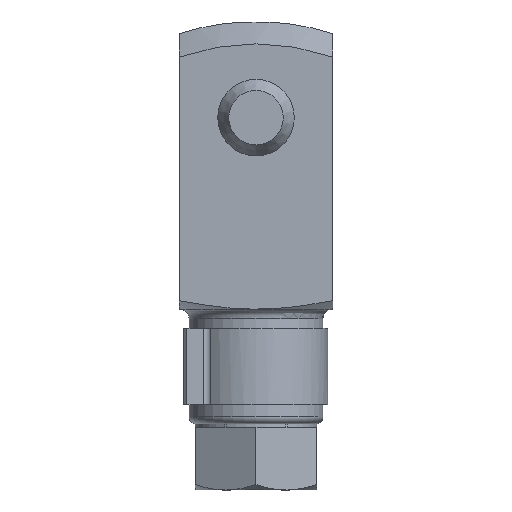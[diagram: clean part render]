
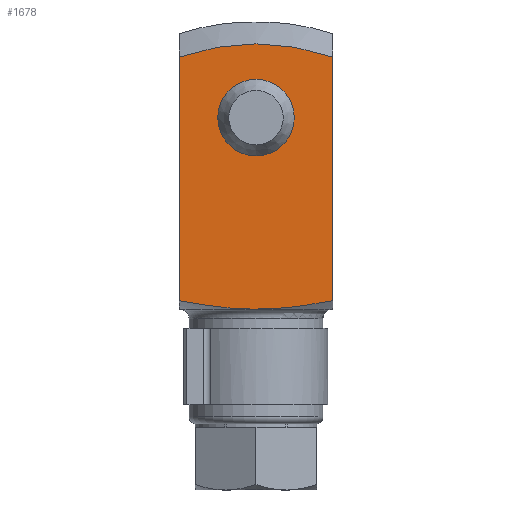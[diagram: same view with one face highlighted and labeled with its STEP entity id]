
A CAD part, left-side view. The second image highlights one B-rep face of the part: STEP entity #1678.
In plain terms, the highlighted face is planar.
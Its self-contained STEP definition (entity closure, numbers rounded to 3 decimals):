
#86=B_SPLINE_CURVE_WITH_KNOTS('',3,(#2548,#2549,#2550,#2551,#2552,#2553,
#2554),.UNSPECIFIED.,.F.,.F.,(4,1,1,1,4),(0.017,0.021,
0.025,0.029,0.033),.UNSPECIFIED.);
#121=LINE('',#2546,#260);
#122=LINE('',#2556,#261);
#260=VECTOR('',#2033,1000.);
#261=VECTOR('',#2034,1000.);
#408=ORIENTED_EDGE('',*,*,#898,.T.);
#409=ORIENTED_EDGE('',*,*,#899,.F.);
#410=ORIENTED_EDGE('',*,*,#900,.F.);
#411=ORIENTED_EDGE('',*,*,#901,.T.);
#412=ORIENTED_EDGE('',*,*,#902,.F.);
#898=EDGE_CURVE('',#1143,#1143,#1299,.F.);
#899=EDGE_CURVE('',#1144,#1145,#1300,.F.);
#900=EDGE_CURVE('',#1146,#1144,#121,.T.);
#901=EDGE_CURVE('',#1146,#1147,#86,.T.);
#902=EDGE_CURVE('',#1145,#1147,#122,.T.);
#1143=VERTEX_POINT('',#2542);
#1144=VERTEX_POINT('',#2544);
#1145=VERTEX_POINT('',#2545);
#1146=VERTEX_POINT('',#2547);
#1147=VERTEX_POINT('',#2555);
#1299=CIRCLE('',#1826,4.);
#1300=CIRCLE('',#1827,23.715);
#1374=EDGE_LOOP('',(#408));
#1375=EDGE_LOOP('',(#409,#410,#411,#412));
#1500=FACE_BOUND('',#1374,.T.);
#1501=FACE_BOUND('',#1375,.T.);
#1623=PLANE('',#1825);
#1678=ADVANCED_FACE('',(#1500,#1501),#1623,.T.);
#1825=AXIS2_PLACEMENT_3D('',#2540,#2027,#2028);
#1826=AXIS2_PLACEMENT_3D('',#2541,#2029,#2030);
#1827=AXIS2_PLACEMENT_3D('',#2543,#2031,#2032);
#2027=DIRECTION('',(1.,0.,0.));
#2028=DIRECTION('',(0.,0.,-1.));
#2029=DIRECTION('',(1.,0.,0.));
#2030=DIRECTION('',(0.,0.,-1.));
#2031=DIRECTION('',(1.,0.,0.));
#2032=DIRECTION('',(0.,0.,-1.));
#2033=DIRECTION('',(0.,0.,1.));
#2034=DIRECTION('',(0.,0.,-1.));
#2540=CARTESIAN_POINT('',(8.,17.,-32.));
#2541=CARTESIAN_POINT('',(8.,0.,0.));
#2542=CARTESIAN_POINT('',(8.,0.,-4.));
#2543=CARTESIAN_POINT('',(8.,0.,-16.));
#2544=CARTESIAN_POINT('',(8.,-8.,6.325));
#2545=CARTESIAN_POINT('',(8.,8.,6.325));
#2546=CARTESIAN_POINT('',(8.,-8.,-32.));
#2547=CARTESIAN_POINT('',(8.,-8.,-19.138));
#2548=CARTESIAN_POINT('',(8.,-8.,-19.138));
#2549=CARTESIAN_POINT('',(8.,-6.69,-19.387));
#2550=CARTESIAN_POINT('',(8.,-4.062,-19.829));
#2551=CARTESIAN_POINT('',(8.,-0.031,-20.124));
#2552=CARTESIAN_POINT('',(8.,4.044,-19.833));
#2553=CARTESIAN_POINT('',(8.,6.682,-19.388));
#2554=CARTESIAN_POINT('',(8.,8.,-19.138));
#2555=CARTESIAN_POINT('',(8.,8.,-19.138));
#2556=CARTESIAN_POINT('',(8.,8.,11.));
